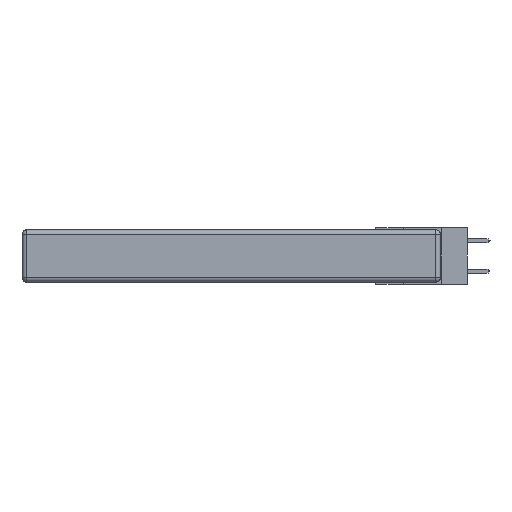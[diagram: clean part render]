
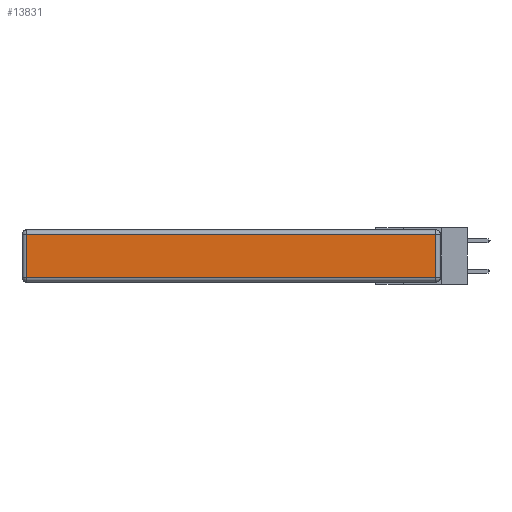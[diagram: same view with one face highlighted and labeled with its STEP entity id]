
A CAD part, left-side view. The second image highlights one B-rep face of the part: STEP entity #13831.
In plain terms, the highlighted planar face has unit normal (-1, 0, 0).
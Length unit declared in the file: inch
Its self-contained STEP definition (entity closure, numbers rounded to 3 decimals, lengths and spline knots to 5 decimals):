
#144 = ORIENTED_EDGE ( 'NONE', *, *, #1888, .T. ) ;
#1888 = EDGE_CURVE ( 'NONE', #6204, #20080, #8000, .T. ) ;
#2218 = LINE ( 'NONE', #7368, #6830 ) ;
#2417 = EDGE_CURVE ( 'NONE', #20080, #16037, #13979, .T. ) ;
#2491 = VECTOR ( 'NONE', #5876, 39.37008 ) ;
#3000 = EDGE_LOOP ( 'NONE', ( #3511, #15302, #13055, #144 ) ) ;
#3263 = EDGE_CURVE ( 'NONE', #18262, #6204, #2218, .T. ) ;
#3511 = ORIENTED_EDGE ( 'NONE', *, *, #2417, .T. ) ;
#3771 = DIRECTION ( 'NONE',  ( 0., 0., 1. ) ) ;
#4870 = DIRECTION ( 'NONE',  ( -1., 0., 0. ) ) ;
#5109 = CARTESIAN_POINT ( 'NONE',  ( 0., 0.03, -0.313 ) ) ;
#5410 = VECTOR ( 'NONE', #16225, 39.37008 ) ;
#5876 = DIRECTION ( 'NONE',  ( 0., -1., 0. ) ) ;
#6038 = CARTESIAN_POINT ( 'NONE',  ( 0., 0., -0.313 ) ) ;
#6204 = VERTEX_POINT ( 'NONE', #19902 ) ;
#6830 = VECTOR ( 'NONE', #20386, 39.37008 ) ;
#7132 = CARTESIAN_POINT ( 'NONE',  ( 0., 2.72, -0.343 ) ) ;
#7368 = CARTESIAN_POINT ( 'NONE',  ( 0., 2.75, -0.03 ) ) ;
#7467 = CARTESIAN_POINT ( 'NONE',  ( 0., 0.03, -0.343 ) ) ;
#8000 = LINE ( 'NONE', #7132, #5410 ) ;
#8817 = PLANE ( 'NONE',  #21126 ) ;
#10428 = CARTESIAN_POINT ( 'NONE',  ( 0., 0., -0.343 ) ) ;
#13055 = ORIENTED_EDGE ( 'NONE', *, *, #3263, .T. ) ;
#13831 = ADVANCED_FACE ( 'NONE', ( #18520 ), #8817, .T. ) ;
#13979 = LINE ( 'NONE', #6038, #2491 ) ;
#14416 = CARTESIAN_POINT ( 'NONE',  ( 0., 2.72, -0.313 ) ) ;
#15302 = ORIENTED_EDGE ( 'NONE', *, *, #23560, .T. ) ;
#15958 = DIRECTION ( 'NONE',  ( 0., 0., 1. ) ) ;
#16037 = VERTEX_POINT ( 'NONE', #5109 ) ;
#16225 = DIRECTION ( 'NONE',  ( 0., 0., -1. ) ) ;
#18262 = VERTEX_POINT ( 'NONE', #22831 ) ;
#18520 = FACE_OUTER_BOUND ( 'NONE', #3000, .T. ) ;
#19902 = CARTESIAN_POINT ( 'NONE',  ( 0., 2.72, -0.03 ) ) ;
#20080 = VERTEX_POINT ( 'NONE', #14416 ) ;
#20386 = DIRECTION ( 'NONE',  ( 0., 1., 0. ) ) ;
#21126 = AXIS2_PLACEMENT_3D ( 'NONE', #10428, #4870, #15958 ) ;
#21492 = LINE ( 'NONE', #7467, #22080 ) ;
#22080 = VECTOR ( 'NONE', #3771, 39.37008 ) ;
#22831 = CARTESIAN_POINT ( 'NONE',  ( 0., 0.03, -0.03 ) ) ;
#23560 = EDGE_CURVE ( 'NONE', #16037, #18262, #21492, .T. ) ;
